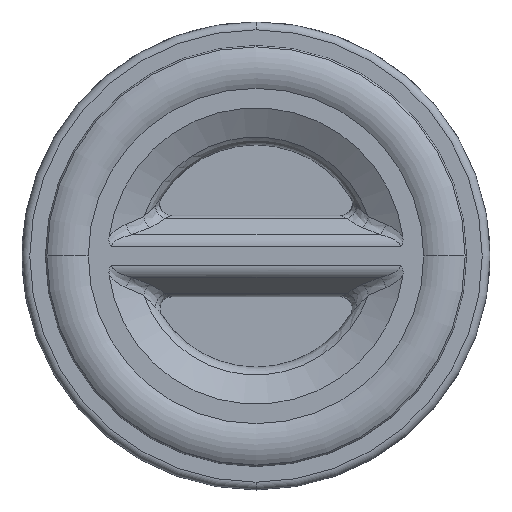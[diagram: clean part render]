
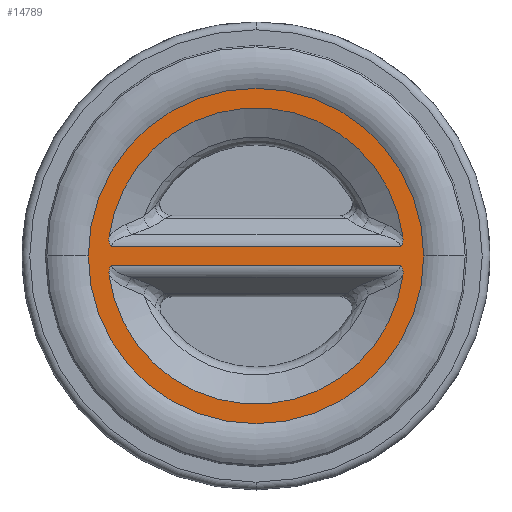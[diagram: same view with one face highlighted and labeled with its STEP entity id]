
A CAD part, front view. The second image highlights one B-rep face of the part: STEP entity #14789.
In plain terms, the highlighted planar face has unit normal (0, -1, 0).
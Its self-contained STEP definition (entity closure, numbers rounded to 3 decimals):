
#1953 = CIRCLE ( 'NONE', #3535, 42.995 ) ;
#2062 = CARTESIAN_POINT ( 'NONE',  ( 37.11, -1.5, -2.377 ) ) ;
#2063 = CARTESIAN_POINT ( 'NONE',  ( -37.11, -1.5, -2.377 ) ) ;
#2064 = CARTESIAN_POINT ( 'NONE',  ( -37.11, -1.5, 2.377 ) ) ;
#2106 = CARTESIAN_POINT ( 'NONE',  ( 37.11, -1.5, 2.377 ) ) ;
#2221 = CARTESIAN_POINT ( 'NONE',  ( -37.672, -1.5, -4.909 ) ) ;
#2223 = CARTESIAN_POINT ( 'NONE',  ( 37.672, -1.5, -4.909 ) ) ;
#2508 = EDGE_LOOP ( 'NONE', ( #20064, #20003, #20186, #20004 ) ) ;
#2509 = EDGE_LOOP ( 'NONE', ( #20029, #20028 ) ) ;
#2522 = EDGE_LOOP ( 'NONE', ( #19703, #19680, #20030, #19826 ) ) ;
#2687 = VERTEX_POINT ( 'NONE', #17551 ) ;
#3111 = AXIS2_PLACEMENT_3D ( 'NONE', #31419, #31426, #31427 ) ;
#3189 = VECTOR ( 'NONE', #31270, 1000. ) ;
#3435 = AXIS2_PLACEMENT_3D ( 'NONE', #6503, #6510, #6511 ) ;
#3535 = AXIS2_PLACEMENT_3D ( 'NONE', #22356, #22363, #22364 ) ;
#6503 = CARTESIAN_POINT ( 'NONE',  ( 0., -1.5, 0. ) ) ;
#6510 = DIRECTION ( 'NONE',  ( 0., -1., 0. ) ) ;
#6511 = DIRECTION ( 'NONE',  ( -1., 0., 0. ) ) ;
#8841 = CARTESIAN_POINT ( 'NONE',  ( -42.995, -1.5, 0. ) ) ;
#9082 = CARTESIAN_POINT ( 'NONE',  ( 37.672, -1.5, 4.909 ) ) ;
#9085 = CARTESIAN_POINT ( 'NONE',  ( -37.672, -1.5, 4.909 ) ) ;
#12247 = FACE_BOUND ( 'NONE', #2522, .T. ) ;
#12250 = AXIS2_PLACEMENT_3D ( 'NONE', #17592, #17593, #17594 ) ;
#12251 = FACE_BOUND ( 'NONE', #2508, .T. ) ;
#12253 = FACE_OUTER_BOUND ( 'NONE', #2509, .T. ) ;
#14789 = ADVANCED_FACE ( 'NONE', ( #12251, #12253, #12247 ), #17591, .T. ) ;
#16551 = AXIS2_PLACEMENT_3D ( 'NONE', #24835, #24839, #24840 ) ;
#17551 = CARTESIAN_POINT ( 'NONE',  ( 42.995, -1.5, 0. ) ) ;
#17591 = PLANE ( 'NONE',  #12250 ) ;
#17592 = CARTESIAN_POINT ( 'NONE',  ( 0., -1.5, 0. ) ) ;
#17593 = DIRECTION ( 'NONE',  ( 0., -1., 0. ) ) ;
#17594 = DIRECTION ( 'NONE',  ( -1., 0., 0. ) ) ;
#19195 = B_SPLINE_CURVE_WITH_KNOTS ( 'NONE', 3,
 ( #31209, #31219, #31220, #31221, #31222, #31223, #31224, #31225 ),
 .UNSPECIFIED., .F., .F.,
 ( 4, 2, 2, 4 ),
 ( 0., 0.001, 0.001, 0.003 ),
 .UNSPECIFIED. ) ;
#19206 = B_SPLINE_CURVE_WITH_KNOTS ( 'NONE', 3,
 ( #31401, #31408, #31409, #31410, #31411, #31412, #31413, #31414, #31415, #31416, #31417, #31418 ),
 .UNSPECIFIED., .F., .F.,
 ( 4, 2, 2, 2, 2, 4 ),
 ( 0., 0.001, 0.001, 0.002, 0.002, 0.003 ),
 .UNSPECIFIED. ) ;
#19266 = B_SPLINE_CURVE_WITH_KNOTS ( 'NONE', 3,
 ( #27340, #27341, #27342, #27343, #27344, #27345, #27346, #27347 ),
 .UNSPECIFIED., .F., .F.,
 ( 4, 2, 2, 4 ),
 ( 0., 0.001, 0.001, 0.003 ),
 .UNSPECIFIED. ) ;
#19267 = B_SPLINE_CURVE_WITH_KNOTS ( 'NONE', 3,
 ( #27348, #27352, #27353, #27354, #27355, #27356, #27357, #27358, #27359, #27360, #27361, #27362 ),
 .UNSPECIFIED., .F., .F.,
 ( 4, 2, 2, 2, 2, 4 ),
 ( 0., 0.001, 0.002, 0.002, 0.002, 0.003 ),
 .UNSPECIFIED. ) ;
#19680 = ORIENTED_EDGE ( 'NONE', *, *, #22965, .T. ) ;
#19703 = ORIENTED_EDGE ( 'NONE', *, *, #22723, .F. ) ;
#19826 = ORIENTED_EDGE ( 'NONE', *, *, #23207, .T. ) ;
#20003 = ORIENTED_EDGE ( 'NONE', *, *, #23209, .T. ) ;
#20004 = ORIENTED_EDGE ( 'NONE', *, *, #22932, .T. ) ;
#20028 = ORIENTED_EDGE ( 'NONE', *, *, #22968, .T. ) ;
#20029 = ORIENTED_EDGE ( 'NONE', *, *, #21134, .T. ) ;
#20030 = ORIENTED_EDGE ( 'NONE', *, *, #22936, .T. ) ;
#20064 = ORIENTED_EDGE ( 'NONE', *, *, #23014, .F. ) ;
#20186 = ORIENTED_EDGE ( 'NONE', *, *, #23208, .F. ) ;
#21070 = VECTOR ( 'NONE', #27351, 1000. ) ;
#21134 = EDGE_CURVE ( 'NONE', #32407, #2687, #1953, .T. ) ;
#22356 = CARTESIAN_POINT ( 'NONE',  ( 0., -1.5, 0. ) ) ;
#22363 = DIRECTION ( 'NONE',  ( 0., -1., 0. ) ) ;
#22364 = DIRECTION ( 'NONE',  ( -1., 0., 0. ) ) ;
#22723 = EDGE_CURVE ( 'NONE', #32941, #32944, #28198, .T. ) ;
#22932 = EDGE_CURVE ( 'NONE', #32639, #32512, #19195, .T. ) ;
#22936 = EDGE_CURVE ( 'NONE', #32638, #32637, #31267, .T. ) ;
#22965 = EDGE_CURVE ( 'NONE', #32941, #32638, #19206, .T. ) ;
#22968 = EDGE_CURVE ( 'NONE', #2687, #32407, #28282, .T. ) ;
#23014 = EDGE_CURVE ( 'NONE', #32511, #32512, #28297, .T. ) ;
#23207 = EDGE_CURVE ( 'NONE', #32637, #32944, #19266, .T. ) ;
#23208 = EDGE_CURVE ( 'NONE', #32639, #32681, #27349, .T. ) ;
#23209 = EDGE_CURVE ( 'NONE', #32511, #32681, #19267, .T. ) ;
#24835 = CARTESIAN_POINT ( 'NONE',  ( 0., -1.5, 0. ) ) ;
#24839 = DIRECTION ( 'NONE',  ( 0., -1., 0. ) ) ;
#24840 = DIRECTION ( 'NONE',  ( -1., 0., 0. ) ) ;
#27340 = CARTESIAN_POINT ( 'NONE',  ( 37.11, -1.5, -2.377 ) ) ;
#27341 = CARTESIAN_POINT ( 'NONE',  ( 37.245, -1.5, -2.556 ) ) ;
#27342 = CARTESIAN_POINT ( 'NONE',  ( 37.357, -1.5, -2.751 ) ) ;
#27343 = CARTESIAN_POINT ( 'NONE',  ( 37.531, -1.5, -3.158 ) ) ;
#27344 = CARTESIAN_POINT ( 'NONE',  ( 37.596, -1.5, -3.372 ) ) ;
#27345 = CARTESIAN_POINT ( 'NONE',  ( 37.726, -1.5, -4.027 ) ) ;
#27346 = CARTESIAN_POINT ( 'NONE',  ( 37.73, -1.5, -4.466 ) ) ;
#27347 = CARTESIAN_POINT ( 'NONE',  ( 37.672, -1.5, -4.909 ) ) ;
#27348 = CARTESIAN_POINT ( 'NONE',  ( 37.672, -1.5, 4.909 ) ) ;
#27349 = LINE ( 'NONE', #27350, #21070 ) ;
#27350 = CARTESIAN_POINT ( 'NONE',  ( -500000., -1.5, 2.377 ) ) ;
#27351 = DIRECTION ( 'NONE',  ( 1., 0., 0. ) ) ;
#27352 = CARTESIAN_POINT ( 'NONE',  ( 37.73, -1.5, 4.465 ) ) ;
#27353 = CARTESIAN_POINT ( 'NONE',  ( 37.725, -1.5, 4.025 ) ) ;
#27354 = CARTESIAN_POINT ( 'NONE',  ( 37.595, -1.5, 3.371 ) ) ;
#27355 = CARTESIAN_POINT ( 'NONE',  ( 37.53, -1.5, 3.155 ) ) ;
#27356 = CARTESIAN_POINT ( 'NONE',  ( 37.399, -1.5, 2.85 ) ) ;
#27357 = CARTESIAN_POINT ( 'NONE',  ( 37.35, -1.5, 2.752 ) ) ;
#27358 = CARTESIAN_POINT ( 'NONE',  ( 37.267, -1.5, 2.608 ) ) ;
#27359 = CARTESIAN_POINT ( 'NONE',  ( 37.238, -1.5, 2.56 ) ) ;
#27360 = CARTESIAN_POINT ( 'NONE',  ( 37.177, -1.5, 2.467 ) ) ;
#27361 = CARTESIAN_POINT ( 'NONE',  ( 37.144, -1.5, 2.421 ) ) ;
#27362 = CARTESIAN_POINT ( 'NONE',  ( 37.11, -1.5, 2.377 ) ) ;
#28198 = CIRCLE ( 'NONE', #16551, 37.99 ) ;
#28282 = CIRCLE ( 'NONE', #3111, 42.995 ) ;
#28297 = CIRCLE ( 'NONE', #3435, 37.99 ) ;
#31209 = CARTESIAN_POINT ( 'NONE',  ( -37.11, -1.5, 2.377 ) ) ;
#31219 = CARTESIAN_POINT ( 'NONE',  ( -37.245, -1.5, 2.556 ) ) ;
#31220 = CARTESIAN_POINT ( 'NONE',  ( -37.357, -1.5, 2.751 ) ) ;
#31221 = CARTESIAN_POINT ( 'NONE',  ( -37.531, -1.5, 3.158 ) ) ;
#31222 = CARTESIAN_POINT ( 'NONE',  ( -37.596, -1.5, 3.372 ) ) ;
#31223 = CARTESIAN_POINT ( 'NONE',  ( -37.726, -1.5, 4.027 ) ) ;
#31224 = CARTESIAN_POINT ( 'NONE',  ( -37.73, -1.5, 4.466 ) ) ;
#31225 = CARTESIAN_POINT ( 'NONE',  ( -37.672, -1.5, 4.909 ) ) ;
#31267 = LINE ( 'NONE', #31268, #3189 ) ;
#31268 = CARTESIAN_POINT ( 'NONE',  ( -500000., -1.5, -2.377 ) ) ;
#31270 = DIRECTION ( 'NONE',  ( 1., 0., 0. ) ) ;
#31401 = CARTESIAN_POINT ( 'NONE',  ( -37.672, -1.5, -4.909 ) ) ;
#31408 = CARTESIAN_POINT ( 'NONE',  ( -37.701, -1.5, -4.688 ) ) ;
#31409 = CARTESIAN_POINT ( 'NONE',  ( -37.714, -1.5, -4.467 ) ) ;
#31410 = CARTESIAN_POINT ( 'NONE',  ( -37.704, -1.5, -4.027 ) ) ;
#31411 = CARTESIAN_POINT ( 'NONE',  ( -37.682, -1.5, -3.805 ) ) ;
#31412 = CARTESIAN_POINT ( 'NONE',  ( -37.595, -1.5, -3.369 ) ) ;
#31413 = CARTESIAN_POINT ( 'NONE',  ( -37.531, -1.5, -3.158 ) ) ;
#31414 = CARTESIAN_POINT ( 'NONE',  ( -37.401, -1.5, -2.853 ) ) ;
#31415 = CARTESIAN_POINT ( 'NONE',  ( -37.351, -1.5, -2.753 ) ) ;
#31416 = CARTESIAN_POINT ( 'NONE',  ( -37.239, -1.5, -2.559 ) ) ;
#31417 = CARTESIAN_POINT ( 'NONE',  ( -37.177, -1.5, -2.465 ) ) ;
#31418 = CARTESIAN_POINT ( 'NONE',  ( -37.11, -1.5, -2.377 ) ) ;
#31419 = CARTESIAN_POINT ( 'NONE',  ( 0., -1.5, 0. ) ) ;
#31426 = DIRECTION ( 'NONE',  ( 0., -1., 0. ) ) ;
#31427 = DIRECTION ( 'NONE',  ( -1., 0., 0. ) ) ;
#32407 = VERTEX_POINT ( 'NONE', #8841 ) ;
#32511 = VERTEX_POINT ( 'NONE', #9082 ) ;
#32512 = VERTEX_POINT ( 'NONE', #9085 ) ;
#32637 = VERTEX_POINT ( 'NONE', #2062 ) ;
#32638 = VERTEX_POINT ( 'NONE', #2063 ) ;
#32639 = VERTEX_POINT ( 'NONE', #2064 ) ;
#32681 = VERTEX_POINT ( 'NONE', #2106 ) ;
#32941 = VERTEX_POINT ( 'NONE', #2221 ) ;
#32944 = VERTEX_POINT ( 'NONE', #2223 ) ;
